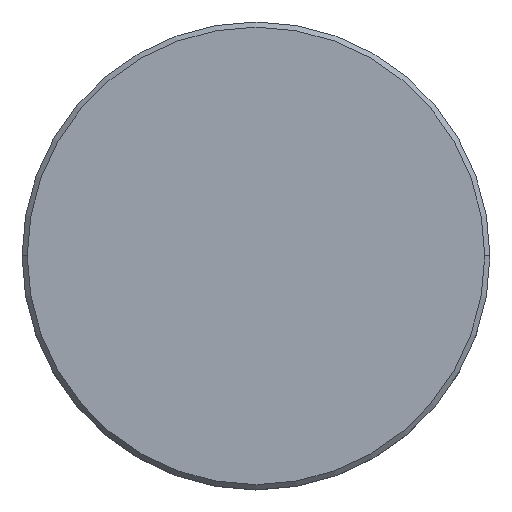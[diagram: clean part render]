
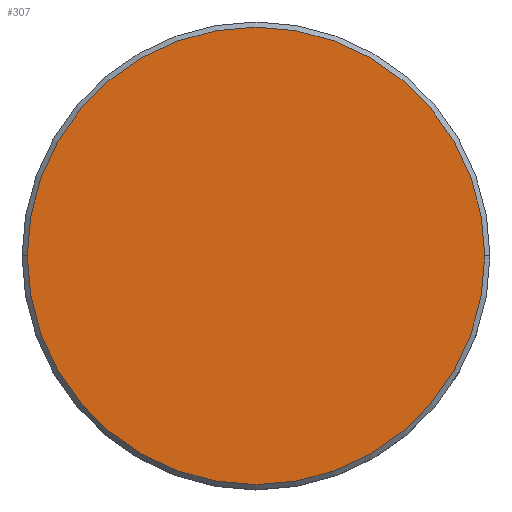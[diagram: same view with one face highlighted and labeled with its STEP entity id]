
A CAD part, top view. The second image highlights one B-rep face of the part: STEP entity #307.
In plain terms, the highlighted planar face has unit normal (0, 0, 1).
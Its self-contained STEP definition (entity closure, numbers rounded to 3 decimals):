
#32 = EDGE_CURVE ( 'NONE', #583, #76, #481, .T. ) ;
#40 = AXIS2_PLACEMENT_3D ( 'NONE', #127, #473, #527 ) ;
#62 = AXIS2_PLACEMENT_3D ( 'NONE', #549, #157, #360 ) ;
#76 = VERTEX_POINT ( 'NONE', #199 ) ;
#115 = AXIS2_PLACEMENT_3D ( 'NONE', #381, #268, #191 ) ;
#127 = CARTESIAN_POINT ( 'NONE',  ( 0., 0., 0. ) ) ;
#157 = DIRECTION ( 'NONE',  ( 0., 0., 1. ) ) ;
#164 = ORIENTED_EDGE ( 'NONE', *, *, #175, .T. ) ;
#175 = EDGE_CURVE ( 'NONE', #76, #583, #591, .T. ) ;
#191 = DIRECTION ( 'NONE',  ( 1., 0., 0. ) ) ;
#199 = CARTESIAN_POINT ( 'NONE',  ( 22., 0., 0. ) ) ;
#226 = CARTESIAN_POINT ( 'NONE',  ( -22., 0., 0. ) ) ;
#257 = PLANE ( 'NONE',  #115 ) ;
#268 = DIRECTION ( 'NONE',  ( 0., 0., 1. ) ) ;
#307 = ADVANCED_FACE ( 'NONE', ( #469 ), #257, .T. ) ;
#360 = DIRECTION ( 'NONE',  ( 1., 0., 0. ) ) ;
#375 = EDGE_LOOP ( 'NONE', ( #467, #164 ) ) ;
#381 = CARTESIAN_POINT ( 'NONE',  ( 0., 0., 0. ) ) ;
#467 = ORIENTED_EDGE ( 'NONE', *, *, #32, .T. ) ;
#469 = FACE_OUTER_BOUND ( 'NONE', #375, .T. ) ;
#473 = DIRECTION ( 'NONE',  ( 0., 0., 1. ) ) ;
#481 = CIRCLE ( 'NONE', #62, 22. ) ;
#527 = DIRECTION ( 'NONE',  ( 1., 0., 0. ) ) ;
#549 = CARTESIAN_POINT ( 'NONE',  ( 0., 0., 0. ) ) ;
#583 = VERTEX_POINT ( 'NONE', #226 ) ;
#591 = CIRCLE ( 'NONE', #40, 22. ) ;
